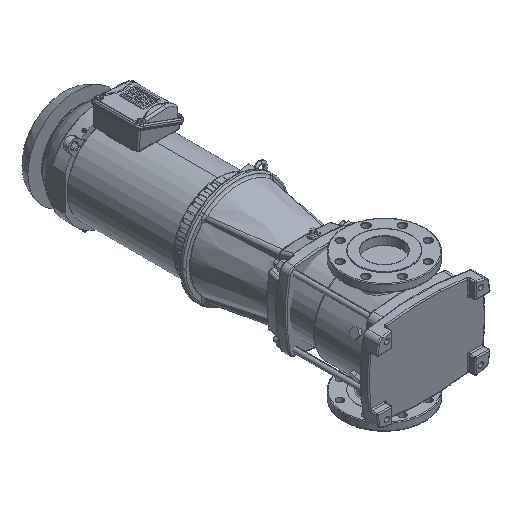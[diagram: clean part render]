
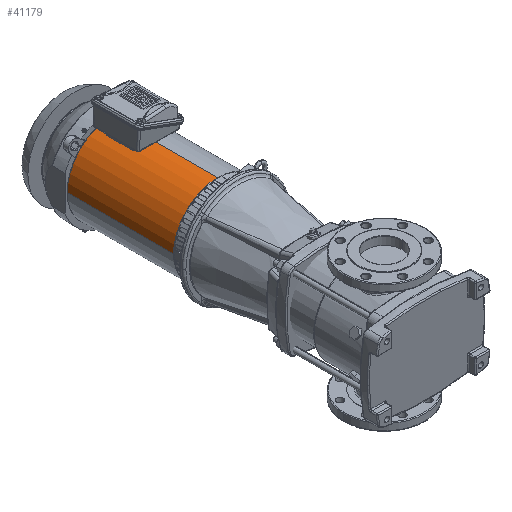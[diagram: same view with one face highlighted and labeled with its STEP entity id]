
A CAD part, isometric view. The second image highlights one B-rep face of the part: STEP entity #41179.
In plain terms, the highlighted cylindrical face has radius 124.3 mm (diameter 248.6 mm), a partial arc.
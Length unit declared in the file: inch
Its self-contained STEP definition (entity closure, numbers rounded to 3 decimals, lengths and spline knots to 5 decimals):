
#4919 = CARTESIAN_POINT ( 'NONE',  ( -5.69447, -5.09019, 0.00085 ) ) ;
#10152 = LINE ( 'NONE', #59062, #66249 ) ;
#10615 = VECTOR ( 'NONE', #29850, 39.37008 ) ;
#10973 = VERTEX_POINT ( 'NONE', #80251 ) ;
#12769 = CIRCLE ( 'NONE', #31709, 4.8937 ) ;
#12799 = EDGE_CURVE ( 'NONE', #59910, #14207, #56244, .T. ) ;
#14207 = VERTEX_POINT ( 'NONE', #63666 ) ;
#24278 = DIRECTION ( 'NONE',  ( 0., -1., 0. ) ) ;
#29281 = VERTEX_POINT ( 'NONE', #123479 ) ;
#29850 = DIRECTION ( 'NONE',  ( -1., 0., 0. ) ) ;
#31147 = DIRECTION ( 'NONE',  ( -1., 0., 0. ) ) ;
#31709 = AXIS2_PLACEMENT_3D ( 'NONE', #113348, #136348, #57677 ) ;
#37610 = DIRECTION ( 'NONE',  ( -1., 0., 0. ) ) ;
#39616 = AXIS2_PLACEMENT_3D ( 'NONE', #60606, #37610, #24278 ) ;
#41179 = ADVANCED_FACE ( 'NONE', ( #109827 ), #118053, .T. ) ;
#44910 = ORIENTED_EDGE ( 'NONE', *, *, #144681, .F. ) ;
#46968 = EDGE_CURVE ( 'NONE', #10973, #29281, #12769, .T. ) ;
#56244 = CIRCLE ( 'NONE', #39616, 4.8937 ) ;
#57588 = DIRECTION ( 'NONE',  ( -1., 0., 0. ) ) ;
#57677 = DIRECTION ( 'NONE',  ( 0., -1., 0. ) ) ;
#59062 = CARTESIAN_POINT ( 'NONE',  ( 38.54453, -5.09019, 0.00085 ) ) ;
#59910 = VERTEX_POINT ( 'NONE', #4919 ) ;
#60606 = CARTESIAN_POINT ( 'NONE',  ( -5.69447, -0.19649, 0. ) ) ;
#63666 = CARTESIAN_POINT ( 'NONE',  ( -5.69447, -0.19649, 4.8937 ) ) ;
#66249 = VECTOR ( 'NONE', #57588, 39.37008 ) ;
#75108 = LINE ( 'NONE', #143398, #10615 ) ;
#77137 = EDGE_CURVE ( 'NONE', #29281, #14207, #75108, .T. ) ;
#80251 = CARTESIAN_POINT ( 'NONE',  ( 6.11655, -5.09019, 0.00085 ) ) ;
#82425 = ORIENTED_EDGE ( 'NONE', *, *, #46968, .T. ) ;
#106913 = CARTESIAN_POINT ( 'NONE',  ( 38.54453, -0.19649, 0. ) ) ;
#109827 = FACE_OUTER_BOUND ( 'NONE', #138677, .T. ) ;
#111473 = ORIENTED_EDGE ( 'NONE', *, *, #12799, .F. ) ;
#113348 = CARTESIAN_POINT ( 'NONE',  ( 6.11655, -0.19649, 0. ) ) ;
#117954 = ORIENTED_EDGE ( 'NONE', *, *, #77137, .T. ) ;
#118053 = CYLINDRICAL_SURFACE ( 'NONE', #138164, 4.8937 ) ;
#120968 = DIRECTION ( 'NONE',  ( 0., 0., 1. ) ) ;
#123479 = CARTESIAN_POINT ( 'NONE',  ( 6.11655, -0.19649, 4.8937 ) ) ;
#136348 = DIRECTION ( 'NONE',  ( -1., 0., 0. ) ) ;
#138164 = AXIS2_PLACEMENT_3D ( 'NONE', #106913, #31147, #120968 ) ;
#138677 = EDGE_LOOP ( 'NONE', ( #82425, #117954, #111473, #44910 ) ) ;
#143398 = CARTESIAN_POINT ( 'NONE',  ( 38.54453, -0.19649, 4.8937 ) ) ;
#144681 = EDGE_CURVE ( 'NONE', #10973, #59910, #10152, .T. ) ;
